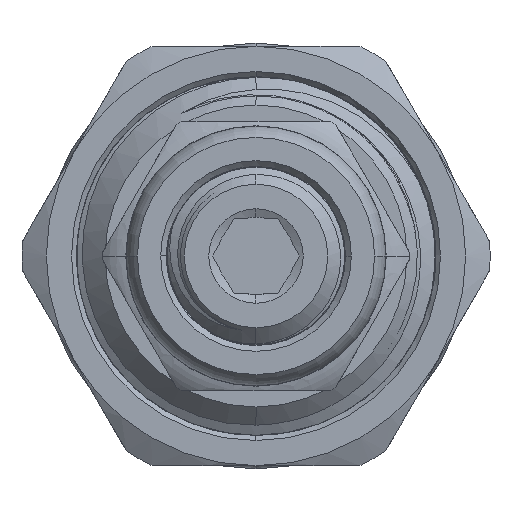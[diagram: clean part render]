
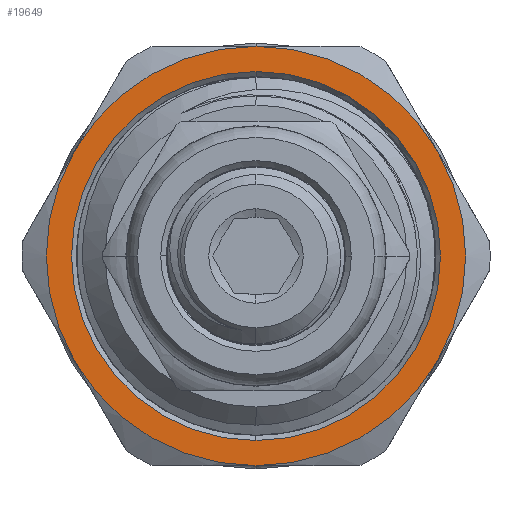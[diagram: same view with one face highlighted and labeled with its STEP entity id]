
A CAD part, left-side view. The second image highlights one B-rep face of the part: STEP entity #19649.
In plain terms, the highlighted planar face has unit normal (-1, 0, 0).
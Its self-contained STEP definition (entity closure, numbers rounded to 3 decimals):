
#331 = CARTESIAN_POINT ( 'NONE',  ( 5.5, 0., 0. ) ) ;
#809 = CIRCLE ( 'NONE', #4998, 9.775 ) ;
#879 = EDGE_CURVE ( 'NONE', #2618, #17003, #20985, .T. ) ;
#1028 = AXIS2_PLACEMENT_3D ( 'NONE', #17551, #11101, #14218 ) ;
#1048 = CARTESIAN_POINT ( 'NONE',  ( 5.5, 9.622, -5.555 ) ) ;
#1359 = EDGE_CURVE ( 'NONE', #17003, #10998, #6235, .T. ) ;
#1467 = FACE_BOUND ( 'NONE', #4875, .T. ) ;
#1944 = CARTESIAN_POINT ( 'NONE',  ( 5.5, 9.622, 5.555 ) ) ;
#2208 = DIRECTION ( 'NONE',  ( 0., 0., 1. ) ) ;
#2216 = DIRECTION ( 'NONE',  ( 0., 0., -1. ) ) ;
#2437 = DIRECTION ( 'NONE',  ( 0., 0., 1. ) ) ;
#2618 = VERTEX_POINT ( 'NONE', #1048 ) ;
#2885 = DIRECTION ( 'NONE',  ( -1., 0., 0. ) ) ;
#2950 = DIRECTION ( 'NONE',  ( 0., 0., 1. ) ) ;
#3632 = EDGE_CURVE ( 'NONE', #16728, #4429, #17009, .T. ) ;
#3997 = DIRECTION ( 'NONE',  ( -1., 0., 0. ) ) ;
#4082 = AXIS2_PLACEMENT_3D ( 'NONE', #18466, #3997, #2208 ) ;
#4353 = ORIENTED_EDGE ( 'NONE', *, *, #13039, .F. ) ;
#4401 = DIRECTION ( 'NONE',  ( -1., 0., 0. ) ) ;
#4429 = VERTEX_POINT ( 'NONE', #1944 ) ;
#4448 = VERTEX_POINT ( 'NONE', #15007 ) ;
#4875 = EDGE_LOOP ( 'NONE', ( #4353, #7563 ) ) ;
#4998 = AXIS2_PLACEMENT_3D ( 'NONE', #15503, #16994, #2437 ) ;
#5208 = DIRECTION ( 'NONE',  ( -1., 0., 0. ) ) ;
#5428 = DIRECTION ( 'NONE',  ( 1., 0., 0. ) ) ;
#6235 = CIRCLE ( 'NONE', #1028, 11.11 ) ;
#6393 = AXIS2_PLACEMENT_3D ( 'NONE', #9289, #2885, #2950 ) ;
#7563 = ORIENTED_EDGE ( 'NONE', *, *, #17511, .F. ) ;
#7823 = ORIENTED_EDGE ( 'NONE', *, *, #10480, .T. ) ;
#7854 = CIRCLE ( 'NONE', #6393, 9.775 ) ;
#8258 = AXIS2_PLACEMENT_3D ( 'NONE', #12483, #4401, #17374 ) ;
#8286 = DIRECTION ( 'NONE',  ( 0., 0., 1. ) ) ;
#8423 = CARTESIAN_POINT ( 'NONE',  ( 5.5, -9.622, -5.555 ) ) ;
#8434 = DIRECTION ( 'NONE',  ( -1., 0., 0. ) ) ;
#8601 = FACE_OUTER_BOUND ( 'NONE', #15160, .T. ) ;
#8921 = CIRCLE ( 'NONE', #4082, 11.11 ) ;
#9289 = CARTESIAN_POINT ( 'NONE',  ( 5.5, 0., 0. ) ) ;
#10038 = DIRECTION ( 'NONE',  ( 0., 0., 1. ) ) ;
#10118 = ORIENTED_EDGE ( 'NONE', *, *, #3632, .T. ) ;
#10212 = AXIS2_PLACEMENT_3D ( 'NONE', #13432, #5208, #10038 ) ;
#10480 = EDGE_CURVE ( 'NONE', #19697, #16728, #13868, .T. ) ;
#10998 = VERTEX_POINT ( 'NONE', #8423 ) ;
#11101 = DIRECTION ( 'NONE',  ( -1., 0., 0. ) ) ;
#11238 = ORIENTED_EDGE ( 'NONE', *, *, #16383, .T. ) ;
#11696 = DIRECTION ( 'NONE',  ( 0., 0., 1. ) ) ;
#11826 = VERTEX_POINT ( 'NONE', #13048 ) ;
#12124 = CARTESIAN_POINT ( 'NONE',  ( 5.5, -9.622, 5.555 ) ) ;
#12359 = CARTESIAN_POINT ( 'NONE',  ( 5.5, 0., 11.11 ) ) ;
#12483 = CARTESIAN_POINT ( 'NONE',  ( 5.5, 0., 0. ) ) ;
#13039 = EDGE_CURVE ( 'NONE', #11826, #4448, #809, .T. ) ;
#13048 = CARTESIAN_POINT ( 'NONE',  ( 5.5, 0., 9.775 ) ) ;
#13204 = AXIS2_PLACEMENT_3D ( 'NONE', #18333, #5428, #2216 ) ;
#13432 = CARTESIAN_POINT ( 'NONE',  ( 5.5, 0., 0. ) ) ;
#13868 = CIRCLE ( 'NONE', #15452, 11.11 ) ;
#14218 = DIRECTION ( 'NONE',  ( 0., 0., 1. ) ) ;
#14771 = AXIS2_PLACEMENT_3D ( 'NONE', #331, #18288, #11696 ) ;
#15007 = CARTESIAN_POINT ( 'NONE',  ( 5.5, 0., -9.775 ) ) ;
#15160 = EDGE_LOOP ( 'NONE', ( #10118, #17177, #19660, #21015, #11238, #7823 ) ) ;
#15311 = EDGE_CURVE ( 'NONE', #4429, #2618, #8921, .T. ) ;
#15452 = AXIS2_PLACEMENT_3D ( 'NONE', #18054, #8434, #8286 ) ;
#15503 = CARTESIAN_POINT ( 'NONE',  ( 5.5, 0., 0. ) ) ;
#15986 = CIRCLE ( 'NONE', #10212, 11.11 ) ;
#16102 = CARTESIAN_POINT ( 'NONE',  ( 5.5, 0., -11.11 ) ) ;
#16383 = EDGE_CURVE ( 'NONE', #10998, #19697, #15986, .T. ) ;
#16728 = VERTEX_POINT ( 'NONE', #12359 ) ;
#16994 = DIRECTION ( 'NONE',  ( -1., 0., 0. ) ) ;
#17003 = VERTEX_POINT ( 'NONE', #16102 ) ;
#17009 = CIRCLE ( 'NONE', #14771, 11.11 ) ;
#17177 = ORIENTED_EDGE ( 'NONE', *, *, #15311, .T. ) ;
#17374 = DIRECTION ( 'NONE',  ( 0., 0., 1. ) ) ;
#17511 = EDGE_CURVE ( 'NONE', #4448, #11826, #7854, .T. ) ;
#17551 = CARTESIAN_POINT ( 'NONE',  ( 5.5, 0., 0. ) ) ;
#18054 = CARTESIAN_POINT ( 'NONE',  ( 5.5, 0., 0. ) ) ;
#18288 = DIRECTION ( 'NONE',  ( -1., 0., 0. ) ) ;
#18333 = CARTESIAN_POINT ( 'NONE',  ( 5.5, 0., 0. ) ) ;
#18466 = CARTESIAN_POINT ( 'NONE',  ( 5.5, 0., 0. ) ) ;
#19649 = ADVANCED_FACE ( 'NONE', ( #8601, #1467 ), #19835, .F. ) ;
#19660 = ORIENTED_EDGE ( 'NONE', *, *, #879, .T. ) ;
#19697 = VERTEX_POINT ( 'NONE', #12124 ) ;
#19835 = PLANE ( 'NONE',  #13204 ) ;
#20985 = CIRCLE ( 'NONE', #8258, 11.11 ) ;
#21015 = ORIENTED_EDGE ( 'NONE', *, *, #1359, .T. ) ;
